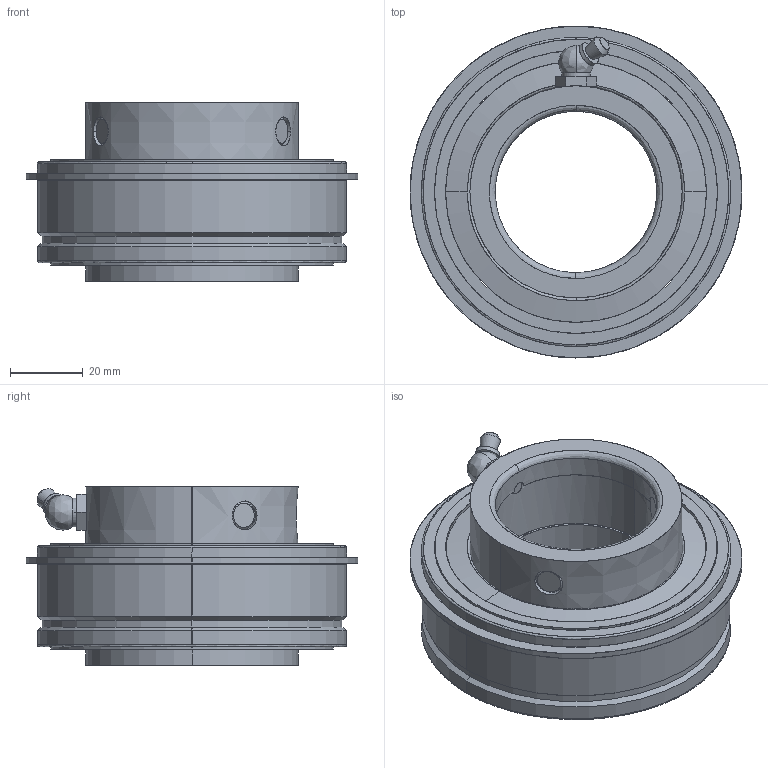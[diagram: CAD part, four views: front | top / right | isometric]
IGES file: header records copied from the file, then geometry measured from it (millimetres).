
Start section: SolidWorks IGES file using analytic representation for surfaces
Global section: file name: ERDEFAU08121126188626.igs; native system: SolidWorks 2017; preprocessor: SolidWorks 2017; author: partstream; date: 170812.112621; units: millimetre
Bounding box: 91.28 x 91.28 x 49.21 mm (x, y, z)
Surface area: 30746.1 mm2 (no closed solid volume)
Topology: 0 solids, 0 shells, 116 faces, 2590 edges, 2588 vertices
Faces by surface type: revolution 72, bspline 44
